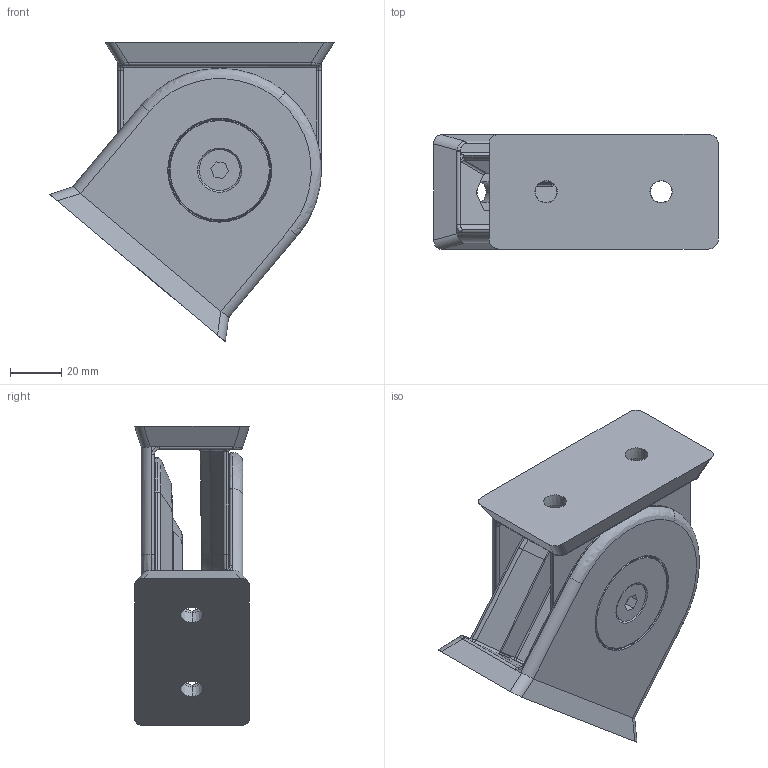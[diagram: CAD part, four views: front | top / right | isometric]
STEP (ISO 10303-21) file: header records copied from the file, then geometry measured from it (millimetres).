
FILE_DESCRIPTION (( 'STEP AP203' ), '1' );
FILE_NAME ('084.311.012.STEP', '2013-01-25T14:41:05', ( 'Alusic' ), ( 'Alusic' ), 'SwSTEP 2.0', 'SolidWorks 2011', '' );
FILE_SCHEMA (( 'CONFIG_CONTROL_DESIGN' ));
Length unit declared in the file: millimetre
Products named in the file (5): 084.311.012; 093gr02_093 g r02_3; 093g4080r01_093 g 4590 r02_2; 4din7991m0816e_4din7991m0816e_2; 093gr01_093 g r01_3
Assembly tree (8 placements, depth 2):
  084.311.012
    4din7991m0816e_4din7991m0816e_2  x2
    093gr02_093 g r02_3  x2
    093gr01_093 g r01_3  x2
    093g4080r01_093 g 4590 r02_2  x2
Bounding box: 111.26 x 44.8 x 117.1 mm (x, y, z)
Volume: 188001.5 mm3; surface area: 78924.1 mm2
Topology: 8 solids, 8 shells, 540 faces, 1296 edges, 792 vertices
Faces by surface type: plane 178, cylinder 152, bspline 132, cone 78
Entity records: 10989 total; most frequent: CARTESIAN_POINT 4448, ORIENTED_EDGE 1292, DIRECTION 1198, EDGE_CURVE 646, AXIS2_PLACEMENT_3D 470, VERTEX_POINT 396, EDGE_LOOP 294, ADVANCED_FACE 270
